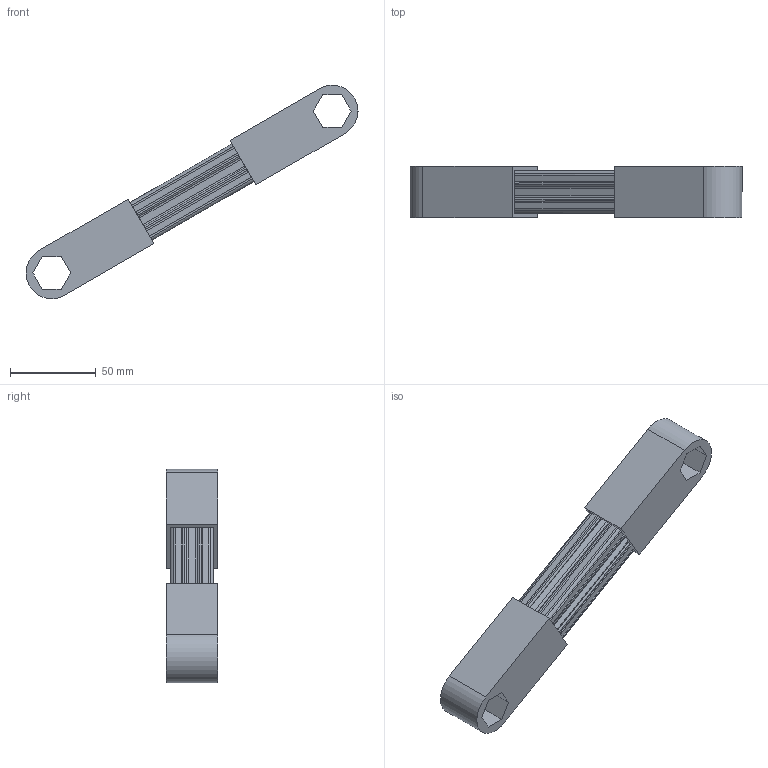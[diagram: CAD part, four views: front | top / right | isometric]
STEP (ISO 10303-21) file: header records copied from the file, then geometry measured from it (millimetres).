
FILE_DESCRIPTION(/* description */ (''),/* implementation_level */ '2;1');
FILE_NAME(/* name */ 'J5.step',/* time_stamp */ '2022-12-04T10:02:25-08:00',/* author */ (''),/* organization */ (''),/* preprocessor_version */ 'ST-DEVELOPER v19.2',/* originating_system */ 'Autodesk Translation Framework v11.17.0.187',/* authorisation */ '');
FILE_SCHEMA (('AUTOMOTIVE_DESIGN { 1 0 10303 214 3 1 1 }'));
Length unit declared in the file: inch
Products named in the file (3): J5; Jeager MK1-0002 (1); 6" 47065T411_T-Slotted Framing (1) (1) (1) (1)
Assembly tree (3 placements, depth 2):
  J5
    Jeager MK1-0002 (1)  x2
    6" 47065T411_T-Slotted Framing (1) (1) (1) (1)
Bounding box: 193.16 x 30 x 124.2 mm (x, y, z)
Volume: 99174.9 mm3; surface area: 66096.1 mm2
Topology: 3 solids, 3 shells, 133 faces, 375 edges, 250 vertices
Faces by surface type: plane 78, cylinder 55
Full cylindrical faces by diameter (mm): 5.207 x1
Entity records: 3935 total; most frequent: DIRECTION 685, CARTESIAN_POINT 677, ORIENTED_EDGE 666, EDGE_CURVE 333, AXIS2_PLACEMENT_3D 230, LINE 225, VECTOR 225, VERTEX_POINT 222
